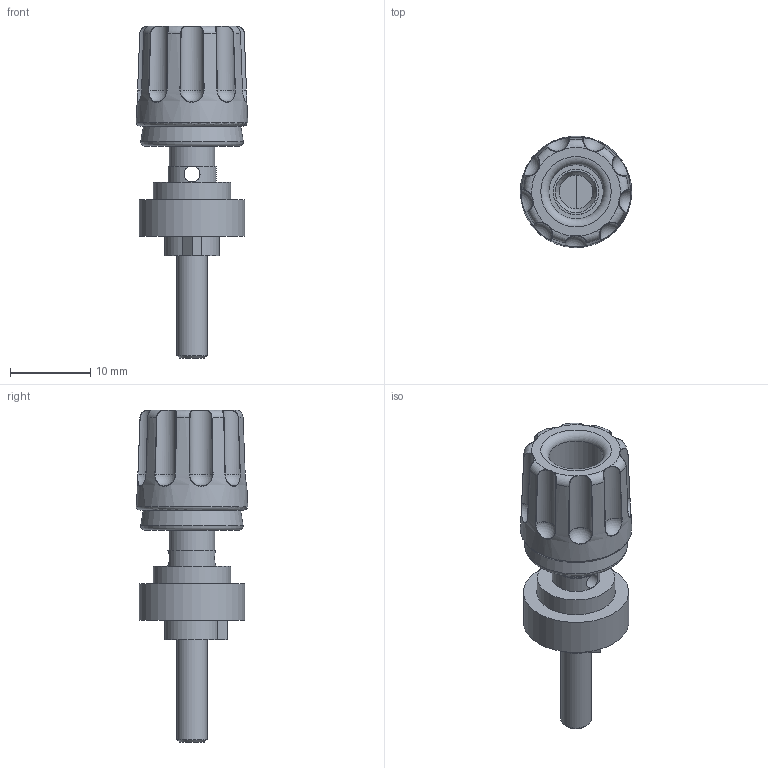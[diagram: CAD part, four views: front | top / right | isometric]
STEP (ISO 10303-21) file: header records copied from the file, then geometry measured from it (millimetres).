
FILE_DESCRIPTION(/* description */ (''),/* implementation_level */ '2;1');
FILE_NAME(/* name */ 'SKS-HIRSCHMANN_930 103-188_Part1.stp',/* time_stamp */ '2015-05-27T16:53:12+02:00',/* author */ ('admchouv'),/* organization */ (''),/* preprocessor_version */ 'ST-DEVELOPER v15.5',/* originating_system */ 'AutoCAD Mechanical',/* authorisation */ '');
FILE_SCHEMA (('AUTOMOTIVE_DESIGN { 1 0 10303 214 3 1 1 }'));
Length unit declared in the file: millimetre
Products named in the file (1): Product
Bounding box: 13.93 x 13.91 x 41.5 mm (x, y, z)
Volume: 2497.2 mm3; surface area: 3489.3 mm2
Topology: 13 solids, 13 shells, 139 faces, 321 edges, 211 vertices
Faces by surface type: cylinder 41, torus 30, plane 28, sphere 27, cone 13
Full cylindrical faces by diameter (mm): 2 x1, 3.8 x1, 4.2 x1, 4.4 x1, 5.7 x2, 6.8 x2, 9.7 x1, 9.8 x1, 13.2 x1
Entity records: 5380 total; most frequent: CARTESIAN_POINT 2424, ORIENTED_EDGE 592, DIRECTION 578, EDGE_CURVE 293, AXIS2_PLACEMENT_3D 284, VERTEX_POINT 202, EDGE_LOOP 170, CIRCLE 144
